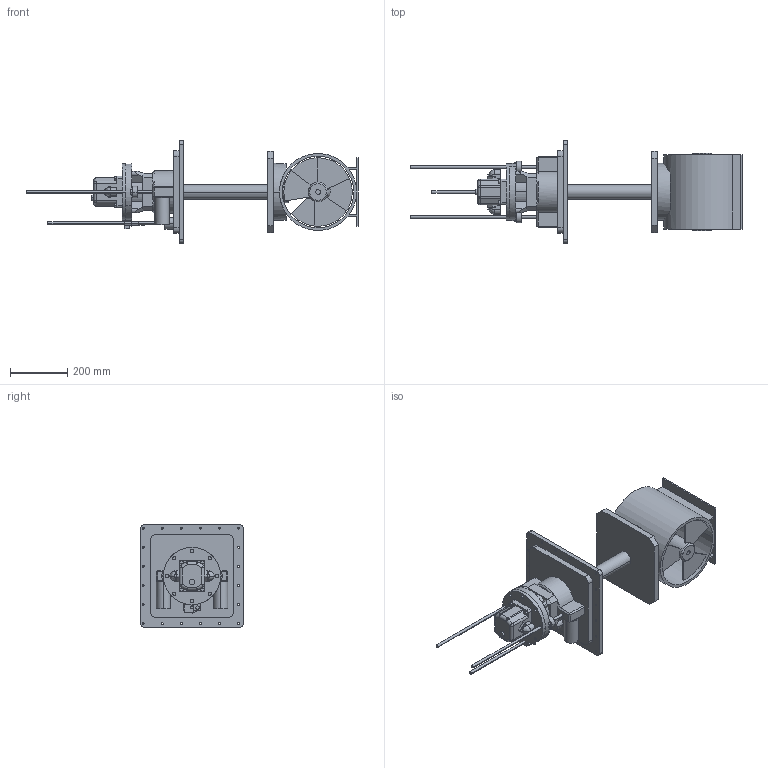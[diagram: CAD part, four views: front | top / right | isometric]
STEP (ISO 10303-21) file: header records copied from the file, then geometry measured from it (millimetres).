
FILE_DESCRIPTION(('CATIA V5 STEP Exchange'),'2;1');
FILE_NAME('VIP250 HYD open.stp','2014-12-05T11:58:16+00:00',('none'),('none'),'CATIA Version 5 Release 21 GA (IN-10)','CATIA V5 STEP AP203','none');
FILE_SCHEMA(('CONFIG_CONTROL_DESIGN'));
Length unit declared in the file: millimetre
Products named in the file (1): VIP250 HYD open
Bounding box: 1164 x 360 x 360 mm (x, y, z)
Volume: 15453881.3 mm3; surface area: 1664777 mm2
Topology: 6 solids, 8 shells, 541 faces, 1364 edges, 878 vertices
Faces by surface type: cylinder 237, plane 228, bspline 30, cone 16, sphere 12, revolution 10, torus 8
Entity records: 18677 total; most frequent: CARTESIAN_POINT 6779, ORIENTED_EDGE 2704, DIRECTION 1839, EDGE_CURVE 1352, VERTEX_POINT 878, AXIS2_PLACEMENT_3D 852, VECTOR 655, LINE 655
